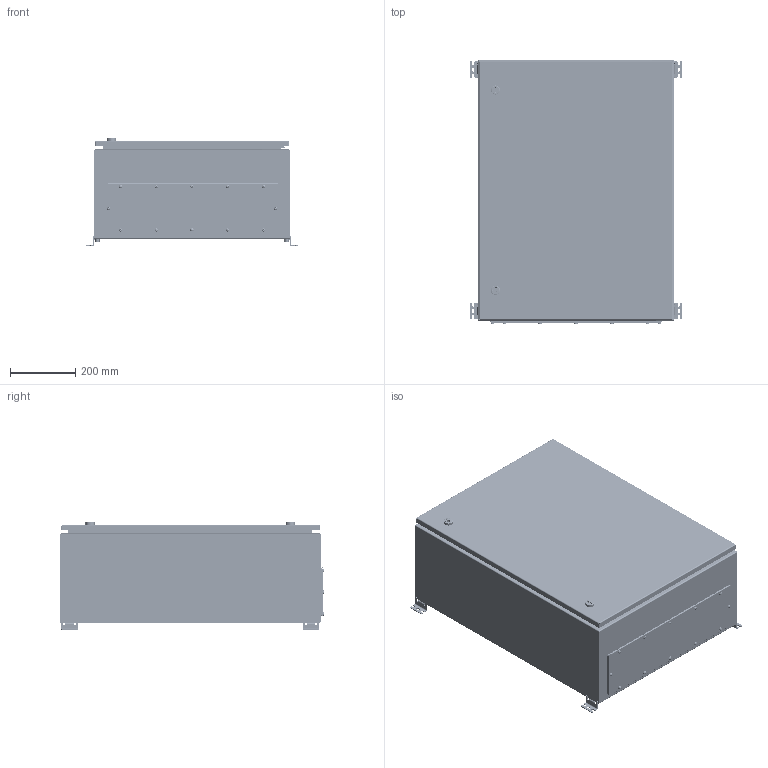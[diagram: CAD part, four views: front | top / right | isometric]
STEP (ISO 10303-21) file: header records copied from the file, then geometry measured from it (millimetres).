
FILE_DESCRIPTION (( 'STEP AP214' ), '1' );
FILE_NAME ('21.060.080.30.STEP', '2024-07-24T12:18:58', ( '' ), ( '' ), 'SwSTEP 2.0', 'SolidWorks 2021', '' );
FILE_SCHEMA (( 'AUTOMOTIVE_DESIGN' ));
Length unit declared in the file: millimetre
Products named in the file (34): Ëåâàÿ ñòåíêà H800D300; 昑 W600H800; 21.060.080.30; Äâåðü W600H800; 主體_1; 扻豵鵨 W600H800D300; Øïèëüêà ïðèâàðíàÿ Ì6õ16; Ïðàâàÿ ñòåíêà H800D300; 嵑謺麃 瀁蠉澼鍣 094; 墊片_1; Áîëò Ì6õ10 ñ øåñòèãðàííîé ãîëîâêîé ñ ïðåññøàéáîé; 鎖芯_1; Çàêëåïêà ðåçüáîâàÿ Ì8 øåñòèãðàííàÿ ñ óìåíüøåííûì áîðòîì; 署赅 W530D150; 471.100 Íàñòåííîå êðåïëåíèå; 鐵墊圈_1; 剒蜲錪_30403583_MESAN; Ïåòëÿ ùèòîâàÿ ïðèâàðíàÿ; 螺母_1; Âòóëêà øàðíèðà; 昢膼碴鍣 膰豵鵨 W600H800D300; 小頭螺絲_1; Âèíò DIN 967 Ì5õ16 ñ ïîëóêðóãëîé ãîëîâêîé ñ êðåñòîîáðàçíûì øëèöåì; ﾇ瑟鶴 MS-705-3D; 嵑謺麃; Çàêëåïêà ðåçüáîâàÿ Ì5 øåñòèãðàííàÿ ñ óìåíüøåííûì áîðòîì; Ïðîôèëü äâåðíîé H800; Ãàéêà M6 DIN6923.step; Øïèëüêà ïðèâàðíàÿ Ì6õ25; Äâåðíîå ïîëîòíî W600H800; 妈眚 DIN 912-󋔊0-Zn; Ðåçèíêà øàðíèðà; Ãàñêåòèíã äâåðè W600H800; Ïðîêëàäêà êðûøêè ÄÌ W530D150
Assembly tree (83 placements, depth 4):
  21.060.080.30
    昢膼碴鍣 膰豵鵨 W600H800D300
      扻豵鵨 W600H800D300
      Ïðàâàÿ ñòåíêà H800D300
      Ëåâàÿ ñòåíêà H800D300
      Øïèëüêà ïðèâàðíàÿ Ì6õ16  x4
      Øïèëüêà ïðèâàðíàÿ Ì6õ25  x4
      Çàêëåïêà ðåçüáîâàÿ Ì8 øåñòèãðàííàÿ ñ óìåíüøåííûì áîðòîì  x4
      Çàêëåïêà ðåçüáîâàÿ Ì5 øåñòèãðàííàÿ ñ óìåíüøåííûì áîðòîì  x12
    Äâåðü W600H800
      Äâåðíîå ïîëîòíî W600H800
      Ãàñêåòèíã äâåðè W600H800
      Ïðîôèëü äâåðíîé H800  x2
      Øïèëüêà ïðèâàðíàÿ Ì6õ16  x2
      Ïåòëÿ ùèòîâàÿ ïðèâàðíàÿ  x2
      ﾇ瑟鶴 MS-705-3D  x2
        主體_1
        鎖芯_1
        墊片_1
        螺母_1
        鐵墊圈_1
        小頭螺絲_1
        剒蜲錪_30403583_MESAN
    昑 W600H800
    署赅 W530D150
    Ïðîêëàäêà êðûøêè ÄÌ W530D150
    Âèíò DIN 967 Ì5õ16 ñ ïîëóêðóãëîé ãîëîâêîé ñ êðåñòîîáðàçíûì øëèöåì  x12
    嵑謺麃 瀁蠉澼鍣 094  x2
      嵑謺麃
      Âòóëêà øàðíèðà
      Ðåçèíêà øàðíèðà
    Áîëò Ì6õ10 ñ øåñòèãðàííîé ãîëîâêîé ñ ïðåññøàéáîé  x4
    471.100 Íàñòåííîå êðåïëåíèå  x4
    妈眚 DIN 912-󋔊0-Zn  x4
    Ãàéêà M6 DIN6923.step  x4
Bounding box: 652 x 811.05 x 331.4 mm (x, y, z)
Volume: 3974122 mm3; surface area: 5121037.8 mm2
Topology: 88 solids, 88 shells, 4457 faces, 11426 edges, 7199 vertices
Faces by surface type: plane 1767, cylinder 1740, bspline 476, cone 270, torus 160, sphere 44
Entity records: 74296 total; most frequent: CARTESIAN_POINT 27915, ORIENTED_EDGE 8834, DIRECTION 7480, EDGE_CURVE 4417, VERTEX_POINT 2800, AXIS2_PLACEMENT_3D 2611, LINE 2258, VECTOR 2258
